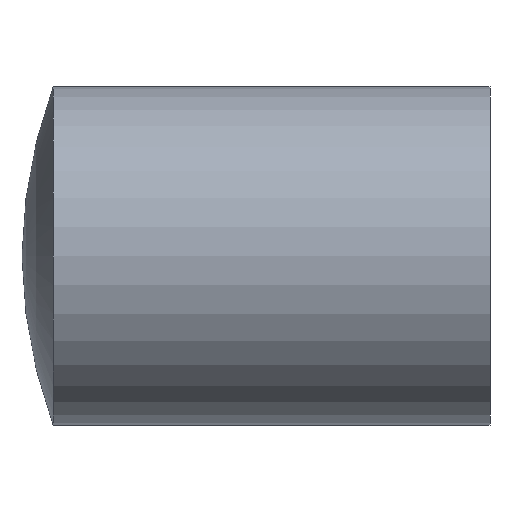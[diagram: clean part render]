
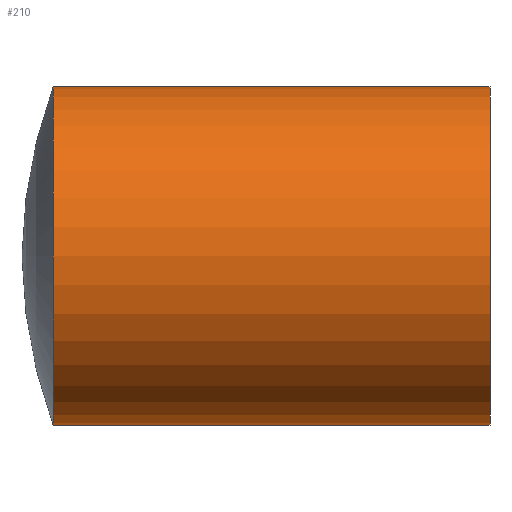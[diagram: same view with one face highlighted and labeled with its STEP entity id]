
A CAD part, left-side view. The second image highlights one B-rep face of the part: STEP entity #210.
In plain terms, the highlighted cylindrical face has radius 20 mm (diameter 40 mm), a partial arc.
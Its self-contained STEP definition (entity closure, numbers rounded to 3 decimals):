
#2 = CARTESIAN_POINT ( 'NONE',  ( 0., 0., 20. ) ) ;
#4 = DIRECTION ( 'NONE',  ( 0., -1., 0. ) ) ;
#15 = CIRCLE ( 'NONE', #213, 20. ) ;
#25 = VECTOR ( 'NONE', #148, 1000. ) ;
#29 = DIRECTION ( 'NONE',  ( 0., -1., 0. ) ) ;
#31 = VECTOR ( 'NONE', #29, 1000. ) ;
#32 = FACE_OUTER_BOUND ( 'NONE', #190, .T. ) ;
#34 = CARTESIAN_POINT ( 'NONE',  ( 0., 0., 0. ) ) ;
#36 = CARTESIAN_POINT ( 'NONE',  ( 0., 0., -20. ) ) ;
#45 = CIRCLE ( 'NONE', #234, 20. ) ;
#83 = CARTESIAN_POINT ( 'NONE',  ( 0., 0., -20. ) ) ;
#95 = ORIENTED_EDGE ( 'NONE', *, *, #235, .F. ) ;
#97 = ORIENTED_EDGE ( 'NONE', *, *, #269, .T. ) ;
#102 = ORIENTED_EDGE ( 'NONE', *, *, #186, .T. ) ;
#103 = ORIENTED_EDGE ( 'NONE', *, *, #131, .F. ) ;
#109 = CARTESIAN_POINT ( 'NONE',  ( 0., 51.641, 0. ) ) ;
#113 = DIRECTION ( 'NONE',  ( 0., 0., -1. ) ) ;
#131 = EDGE_CURVE ( 'NONE', #180, #182, #214, .T. ) ;
#143 = CYLINDRICAL_SURFACE ( 'NONE', #154, 20. ) ;
#145 = DIRECTION ( 'NONE',  ( 0., -1., 0. ) ) ;
#148 = DIRECTION ( 'NONE',  ( 0., -1., 0. ) ) ;
#154 = AXIS2_PLACEMENT_3D ( 'NONE', #239, #4, #113 ) ;
#170 = CARTESIAN_POINT ( 'NONE',  ( 0., 51.641, -20. ) ) ;
#180 = VERTEX_POINT ( 'NONE', #238 ) ;
#182 = VERTEX_POINT ( 'NONE', #2 ) ;
#186 = EDGE_CURVE ( 'NONE', #180, #198, #15, .T. ) ;
#189 = CARTESIAN_POINT ( 'NONE',  ( 0., 0., 20. ) ) ;
#190 = EDGE_LOOP ( 'NONE', ( #103, #102, #97, #95 ) ) ;
#192 = VERTEX_POINT ( 'NONE', #83 ) ;
#198 = VERTEX_POINT ( 'NONE', #170 ) ;
#210 = ADVANCED_FACE ( 'NONE', ( #32 ), #143, .T. ) ;
#213 = AXIS2_PLACEMENT_3D ( 'NONE', #109, #219, #291 ) ;
#214 = LINE ( 'NONE', #189, #31 ) ;
#219 = DIRECTION ( 'NONE',  ( 0., -1., 0. ) ) ;
#234 = AXIS2_PLACEMENT_3D ( 'NONE', #34, #145, #240 ) ;
#235 = EDGE_CURVE ( 'NONE', #182, #192, #45, .T. ) ;
#238 = CARTESIAN_POINT ( 'NONE',  ( 0., 51.641, 20. ) ) ;
#239 = CARTESIAN_POINT ( 'NONE',  ( 0., 0., 0. ) ) ;
#240 = DIRECTION ( 'NONE',  ( 0., 0., -1. ) ) ;
#259 = LINE ( 'NONE', #36, #25 ) ;
#269 = EDGE_CURVE ( 'NONE', #198, #192, #259, .T. ) ;
#291 = DIRECTION ( 'NONE',  ( 0., 0., -1. ) ) ;
